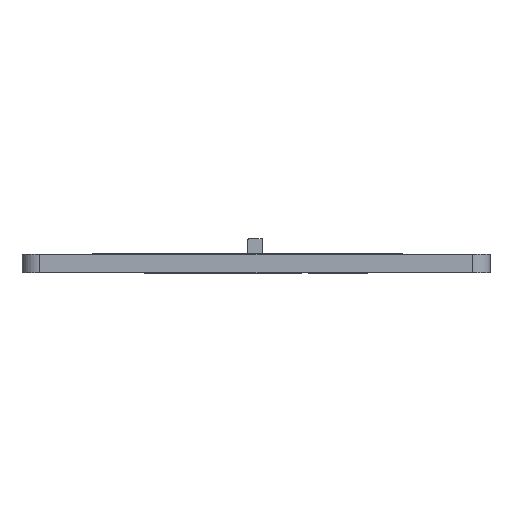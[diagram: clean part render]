
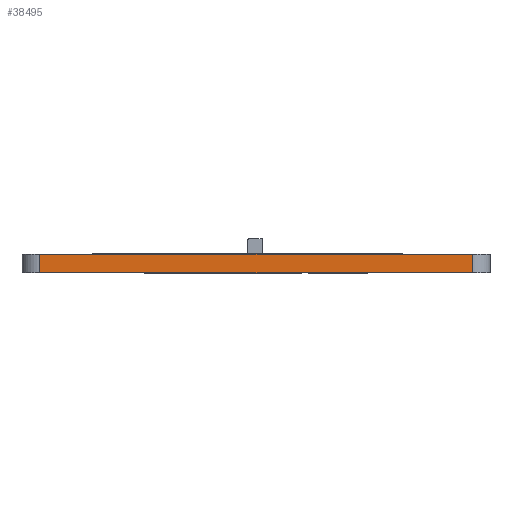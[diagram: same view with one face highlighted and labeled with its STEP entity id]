
A CAD part, left-side view. The second image highlights one B-rep face of the part: STEP entity #38495.
In plain terms, the highlighted planar face has unit normal (-1, 0, 0).
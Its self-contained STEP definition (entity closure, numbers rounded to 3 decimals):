
#37453 = VERTEX_POINT('',#37454);
#37454 = CARTESIAN_POINT('',(0.,1.5,0.));
#37461 = EDGE_CURVE('',#37453,#37462,#37464,.T.);
#37462 = VERTEX_POINT('',#37463);
#37463 = CARTESIAN_POINT('',(0.,38.5,0.));
#37464 = LINE('',#37465,#37466);
#37465 = CARTESIAN_POINT('',(0.,1.5,0.));
#37466 = VECTOR('',#37467,1.);
#37467 = DIRECTION('',(0.,1.,0.));
#37969 = VERTEX_POINT('',#37970);
#37970 = CARTESIAN_POINT('',(0.,1.5,1.6));
#37977 = EDGE_CURVE('',#37969,#37978,#37980,.T.);
#37978 = VERTEX_POINT('',#37979);
#37979 = CARTESIAN_POINT('',(0.,38.5,1.6));
#37980 = LINE('',#37981,#37982);
#37981 = CARTESIAN_POINT('',(0.,1.5,1.6));
#37982 = VECTOR('',#37983,1.);
#37983 = DIRECTION('',(0.,1.,0.));
#38465 = EDGE_CURVE('',#37462,#37978,#38466,.T.);
#38466 = LINE('',#38467,#38468);
#38467 = CARTESIAN_POINT('',(0.,38.5,0.));
#38468 = VECTOR('',#38469,1.);
#38469 = DIRECTION('',(0.,0.,1.));
#38495 = ADVANCED_FACE('',(#38496),#38507,.T.);
#38496 = FACE_BOUND('',#38497,.T.);
#38497 = EDGE_LOOP('',(#38498,#38504,#38505,#38506));
#38498 = ORIENTED_EDGE('',*,*,#38499,.T.);
#38499 = EDGE_CURVE('',#37453,#37969,#38500,.T.);
#38500 = LINE('',#38501,#38502);
#38501 = CARTESIAN_POINT('',(0.,1.5,0.));
#38502 = VECTOR('',#38503,1.);
#38503 = DIRECTION('',(0.,0.,1.));
#38504 = ORIENTED_EDGE('',*,*,#37977,.T.);
#38505 = ORIENTED_EDGE('',*,*,#38465,.F.);
#38506 = ORIENTED_EDGE('',*,*,#37461,.F.);
#38507 = PLANE('',#38508);
#38508 = AXIS2_PLACEMENT_3D('',#38509,#38510,#38511);
#38509 = CARTESIAN_POINT('',(0.,1.5,0.));
#38510 = DIRECTION('',(-1.,0.,0.));
#38511 = DIRECTION('',(0.,1.,0.));
